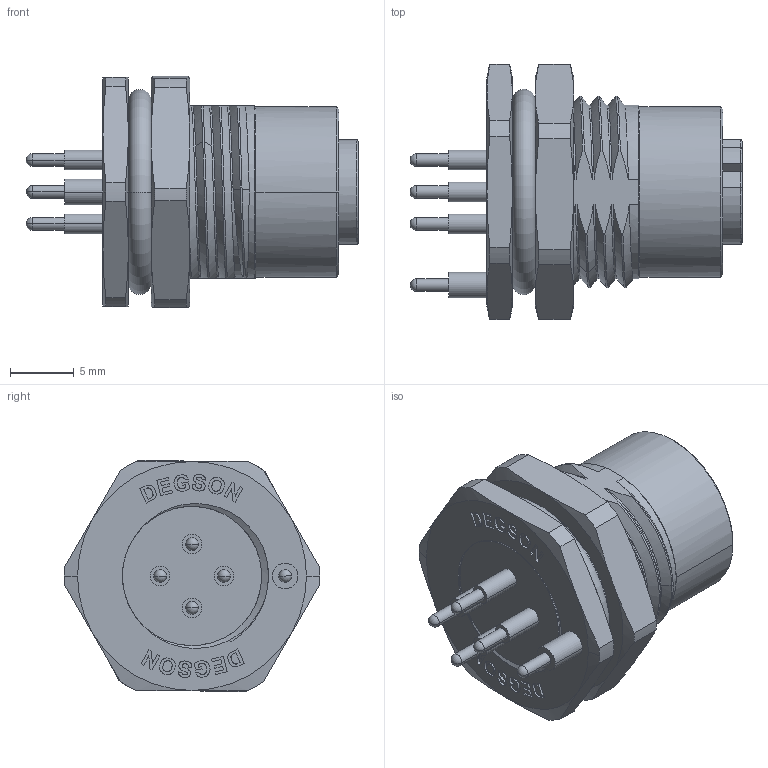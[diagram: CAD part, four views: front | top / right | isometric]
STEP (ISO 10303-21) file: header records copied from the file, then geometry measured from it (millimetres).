
FILE_DESCRIPTION((''),'2;1');
FILE_NAME('005-DCODE-05P-FEMALE-FRONT-PCB_','2020-04-08T',('Administrator'),(''),'CREO PARAMETRIC BY PTC INC, 2014350','CREO PARAMETRIC BY PTC INC, 2014350','');
FILE_SCHEMA(('CONFIG_CONTROL_DESIGN'));
Length unit declared in the file: inch
Products named in the file (1): 005-DCODE-05P-FEMALE-FRONT-PCB_
Bounding box: 26.03 x 20 x 18.18 mm (x, y, z)
Volume: 3136.8 mm3; surface area: 3465.9 mm2
Topology: 1 solids, 5 shells, 548 faces, 1486 edges, 971 vertices
Faces by surface type: extrusion 164, plane 145, cylinder 123, bspline 55, cone 40, torus 11, sphere 10
Entity records: 24972 total; most frequent: CARTESIAN_POINT 12272, ORIENTED_EDGE 2952, DIRECTION 1951, EDGE_CURVE 1476, VERTEX_POINT 971, VECTOR 793, B_SPLINE_CURVE_WITH_KNOTS 761, LINE 629
